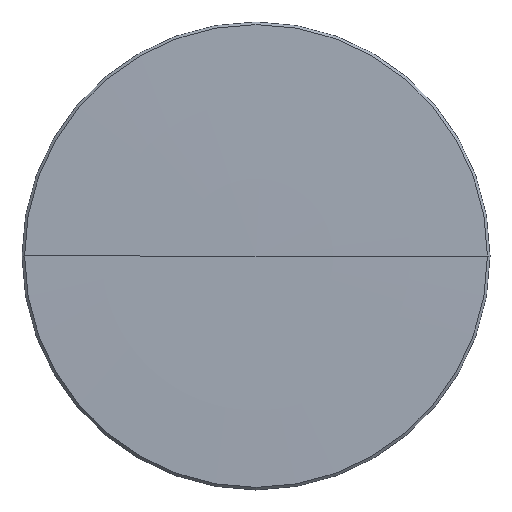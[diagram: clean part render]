
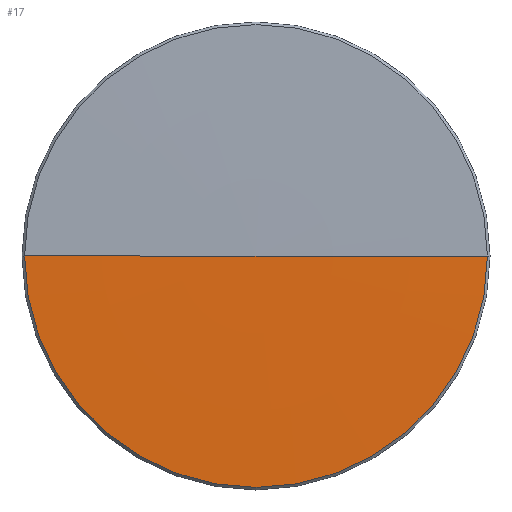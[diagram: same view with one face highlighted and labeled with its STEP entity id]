
A CAD part, left-side view. The second image highlights one B-rep face of the part: STEP entity #17.
In plain terms, the highlighted toroidal (fillet/blend) face has major radius 0.892 mm and minor radius 919.8 mm.
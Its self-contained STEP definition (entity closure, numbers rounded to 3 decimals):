
#2 = EDGE_CURVE ( 'NONE', #12, #16, #101, .T. ) ;
#12 = VERTEX_POINT ( 'NONE', #117 ) ;
#13 = VERTEX_POINT ( 'NONE', #119 ) ;
#16 = VERTEX_POINT ( 'NONE', #118 ) ;
#17 = ADVANCED_FACE ( 'NONE', ( #108 ), #226, .T. ) ;
#18 = ORIENTED_EDGE ( 'NONE', *, *, #32, .F. ) ;
#19 = ORIENTED_EDGE ( 'NONE', *, *, #43, .T. ) ;
#29 = EDGE_LOOP ( 'NONE', ( #18, #19, #44 ) ) ;
#32 = EDGE_CURVE ( 'NONE', #13, #16, #182, .T. ) ;
#43 = EDGE_CURVE ( 'NONE', #13, #12, #382, .T. ) ;
#44 = ORIENTED_EDGE ( 'NONE', *, *, #2, .T. ) ;
#89 = CARTESIAN_POINT ( 'NONE',  ( 918.7, 0.892, 0. ) ) ;
#96 = AXIS2_PLACEMENT_3D ( 'NONE', #89, #99, #97 ) ;
#97 = DIRECTION ( 'NONE',  ( -1., 0., 0. ) ) ;
#99 = DIRECTION ( 'NONE',  ( 0., 0., -1. ) ) ;
#101 = CIRCLE ( 'NONE', #96, 919.8 ) ;
#108 = FACE_OUTER_BOUND ( 'NONE', #29, .T. ) ;
#117 = CARTESIAN_POINT ( 'NONE',  ( -1.002, -12.559, 0. ) ) ;
#118 = CARTESIAN_POINT ( 'NONE',  ( -1.1, 0., 0. ) ) ;
#119 = CARTESIAN_POINT ( 'NONE',  ( -1.002, 12.559, 0. ) ) ;
#146 = DIRECTION ( 'NONE',  ( 0., -1., 0. ) ) ;
#147 = DIRECTION ( 'NONE',  ( 0., 0., 1. ) ) ;
#148 = CARTESIAN_POINT ( 'NONE',  ( 918.7, -0.892, 0. ) ) ;
#149 = AXIS2_PLACEMENT_3D ( 'NONE', #148, #147, #146 ) ;
#171 = CARTESIAN_POINT ( 'NONE',  ( 918.7, 0., 0. ) ) ;
#172 = AXIS2_PLACEMENT_3D ( 'NONE', #171, #216, #191 ) ;
#182 = CIRCLE ( 'NONE', #149, 919.8 ) ;
#191 = DIRECTION ( 'NONE',  ( 0., -1., 0. ) ) ;
#216 = DIRECTION ( 'NONE',  ( -1., 0., 0. ) ) ;
#226 = TOROIDAL_SURFACE ( 'NONE', #172, -0.892, 919.8 ) ;
#266 = DIRECTION ( 'NONE',  ( 0., -1., 0. ) ) ;
#270 = CARTESIAN_POINT ( 'NONE',  ( -1.002, 0., 0. ) ) ;
#288 = AXIS2_PLACEMENT_3D ( 'NONE', #270, #383, #266 ) ;
#382 = CIRCLE ( 'NONE', #288, 12.559 ) ;
#383 = DIRECTION ( 'NONE',  ( -1., 0., 0. ) ) ;
